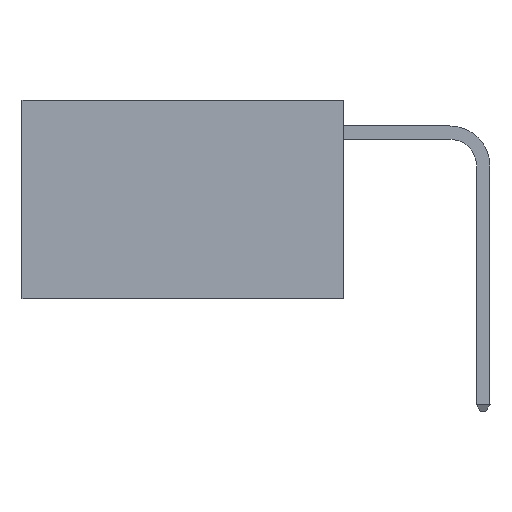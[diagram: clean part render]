
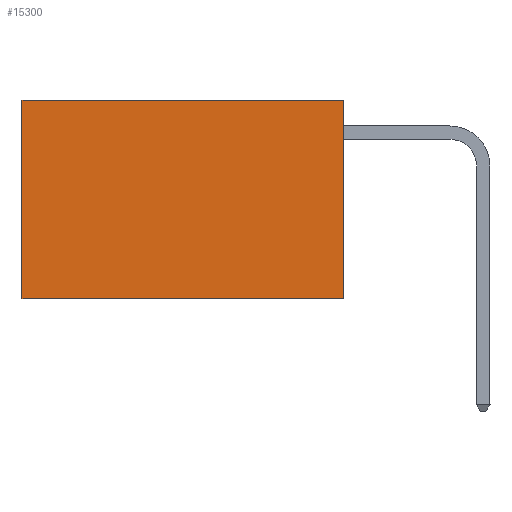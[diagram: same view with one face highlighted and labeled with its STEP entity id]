
A CAD part, left-side view. The second image highlights one B-rep face of the part: STEP entity #15300.
In plain terms, the highlighted planar face has unit normal (-1, 0, 0).
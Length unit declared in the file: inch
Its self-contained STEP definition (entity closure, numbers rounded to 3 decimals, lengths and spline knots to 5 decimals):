
#764 = VERTEX_POINT ( 'NONE', #17171 ) ;
#2348 = ORIENTED_EDGE ( 'NONE', *, *, #16777, .F. ) ;
#3111 = AXIS2_PLACEMENT_3D ( 'NONE', #3682, #19550, #7764 ) ;
#3353 = LINE ( 'NONE', #22514, #9813 ) ;
#3682 = CARTESIAN_POINT ( 'NONE',  ( 0.2625, 0., 0. ) ) ;
#5745 = PLANE ( 'NONE',  #3111 ) ;
#6398 = DIRECTION ( 'NONE',  ( 0., 0., -1. ) ) ;
#7050 = FACE_OUTER_BOUND ( 'NONE', #21548, .T. ) ;
#7272 = VECTOR ( 'NONE', #22351, 39.37008 ) ;
#7275 = CARTESIAN_POINT ( 'NONE',  ( 0.2625, 0.6, -0.37 ) ) ;
#7764 = DIRECTION ( 'NONE',  ( 0., 0., -1. ) ) ;
#8175 = VECTOR ( 'NONE', #21055, 39.37008 ) ;
#8556 = CARTESIAN_POINT ( 'NONE',  ( 0.2625, 0., -0.37 ) ) ;
#9162 = ORIENTED_EDGE ( 'NONE', *, *, #11619, .F. ) ;
#9813 = VECTOR ( 'NONE', #24415, 39.37008 ) ;
#11619 = EDGE_CURVE ( 'NONE', #22738, #764, #18623, .T. ) ;
#13903 = ORIENTED_EDGE ( 'NONE', *, *, #21506, .T. ) ;
#14035 = LINE ( 'NONE', #20192, #19898 ) ;
#14974 = EDGE_CURVE ( 'NONE', #22738, #21605, #3353, .T. ) ;
#15300 = ADVANCED_FACE ( 'NONE', ( #7050 ), #5745, .F. ) ;
#15311 = ORIENTED_EDGE ( 'NONE', *, *, #14974, .T. ) ;
#16777 = EDGE_CURVE ( 'NONE', #764, #21710, #18983, .T. ) ;
#17171 = CARTESIAN_POINT ( 'NONE',  ( 0.2625, 0., -0.37 ) ) ;
#18446 = CARTESIAN_POINT ( 'NONE',  ( 0.2625, 0.6, 0. ) ) ;
#18623 = LINE ( 'NONE', #19103, #8175 ) ;
#18983 = LINE ( 'NONE', #8556, #7272 ) ;
#19103 = CARTESIAN_POINT ( 'NONE',  ( 0.2625, 0., 0. ) ) ;
#19550 = DIRECTION ( 'NONE',  ( 1., 0., 0. ) ) ;
#19898 = VECTOR ( 'NONE', #6398, 39.37008 ) ;
#20192 = CARTESIAN_POINT ( 'NONE',  ( 0.2625, 0.6, 0. ) ) ;
#20303 = CARTESIAN_POINT ( 'NONE',  ( 0.2625, 0., 0. ) ) ;
#21055 = DIRECTION ( 'NONE',  ( 0., 0., -1. ) ) ;
#21506 = EDGE_CURVE ( 'NONE', #21605, #21710, #14035, .T. ) ;
#21548 = EDGE_LOOP ( 'NONE', ( #13903, #2348, #9162, #15311 ) ) ;
#21605 = VERTEX_POINT ( 'NONE', #18446 ) ;
#21710 = VERTEX_POINT ( 'NONE', #7275 ) ;
#22351 = DIRECTION ( 'NONE',  ( 0., 1., 0. ) ) ;
#22514 = CARTESIAN_POINT ( 'NONE',  ( 0.2625, 0., 0. ) ) ;
#22738 = VERTEX_POINT ( 'NONE', #20303 ) ;
#24415 = DIRECTION ( 'NONE',  ( 0., 1., 0. ) ) ;
